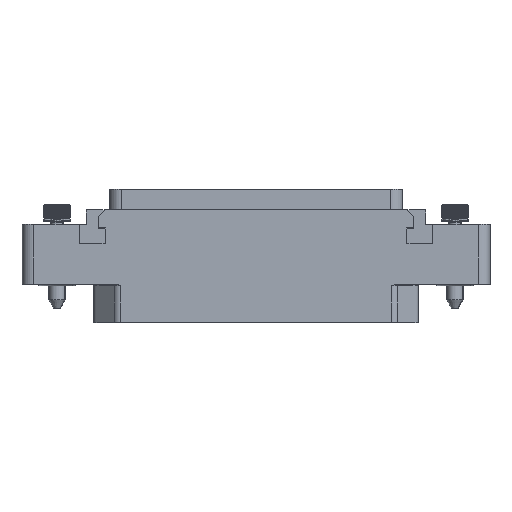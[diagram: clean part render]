
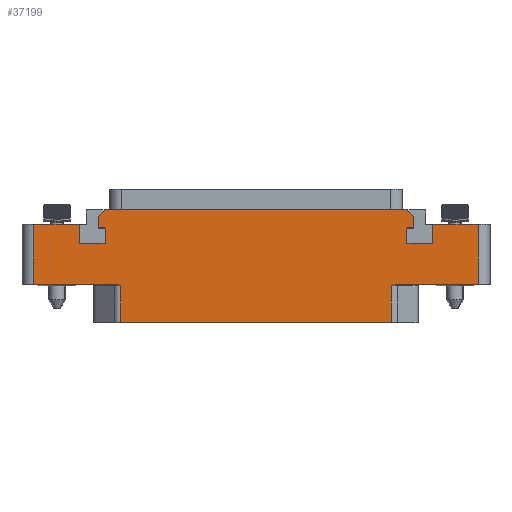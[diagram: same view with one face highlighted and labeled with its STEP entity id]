
A CAD part, top view. The second image highlights one B-rep face of the part: STEP entity #37199.
In plain terms, the highlighted planar face has unit normal (0, 0, 1).
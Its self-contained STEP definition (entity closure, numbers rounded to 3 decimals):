
#490=DIRECTION('',(-1.,0.,0.));
#491=VECTOR('',#490,46.236);
#492=CARTESIAN_POINT('',(23.118,-6.5,7.));
#493=LINE('',#492,#491);
#585=DIRECTION('',(1.,0.,0.));
#586=VECTOR('',#585,14.082);
#587=CARTESIAN_POINT('',(-38.,0.,7.));
#588=LINE('',#587,#586);
#651=DIRECTION('',(0.,-1.,0.));
#652=VECTOR('',#651,10.25);
#653=CARTESIAN_POINT('',(-38.,10.25,7.));
#654=LINE('',#653,#652);
#669=DIRECTION('',(1.,0.,0.));
#670=VECTOR('',#669,7.8);
#671=CARTESIAN_POINT('',(-38.,10.25,7.));
#672=LINE('',#671,#670);
#673=DIRECTION('',(0.,-1.,0.));
#674=VECTOR('',#673,3.2);
#675=CARTESIAN_POINT('',(-30.2,10.25,7.));
#676=LINE('',#675,#674);
#677=DIRECTION('',(1.,0.,0.));
#678=VECTOR('',#677,4.4);
#679=CARTESIAN_POINT('',(-30.2,7.05,7.));
#680=LINE('',#679,#678);
#681=DIRECTION('',(0.,1.,0.));
#682=VECTOR('',#681,2.6);
#683=CARTESIAN_POINT('',(-25.8,7.05,7.));
#684=LINE('',#683,#682);
#685=DIRECTION('',(-1.,0.,0.));
#686=VECTOR('',#685,1.2);
#687=CARTESIAN_POINT('',(-25.8,9.65,7.));
#688=LINE('',#687,#686);
#689=DIRECTION('',(0.,-1.,0.));
#690=VECTOR('',#689,1.9);
#691=CARTESIAN_POINT('',(-27.,11.55,7.));
#692=LINE('',#691,#690);
#693=DIRECTION('',(1.,0.,0.));
#694=VECTOR('',#693,51.6);
#695=CARTESIAN_POINT('',(-25.8,12.75,7.));
#696=LINE('',#695,#694);
#697=DIRECTION('',(0.,-1.,0.));
#698=VECTOR('',#697,1.9);
#699=CARTESIAN_POINT('',(27.,11.55,7.));
#700=LINE('',#699,#698);
#701=DIRECTION('',(-1.,0.,0.));
#702=VECTOR('',#701,1.2);
#703=CARTESIAN_POINT('',(27.,9.65,7.));
#704=LINE('',#703,#702);
#705=DIRECTION('',(0.,-1.,0.));
#706=VECTOR('',#705,2.6);
#707=CARTESIAN_POINT('',(25.8,9.65,7.));
#708=LINE('',#707,#706);
#709=DIRECTION('',(1.,0.,0.));
#710=VECTOR('',#709,4.4);
#711=CARTESIAN_POINT('',(25.8,7.05,7.));
#712=LINE('',#711,#710);
#713=DIRECTION('',(0.,1.,0.));
#714=VECTOR('',#713,3.2);
#715=CARTESIAN_POINT('',(30.2,7.05,7.));
#716=LINE('',#715,#714);
#717=DIRECTION('',(1.,0.,0.));
#718=VECTOR('',#717,7.8);
#719=CARTESIAN_POINT('',(30.2,10.25,7.));
#720=LINE('',#719,#718);
#721=DIRECTION('',(1.,0.,0.));
#722=VECTOR('',#721,14.082);
#723=CARTESIAN_POINT('',(23.918,0.,7.));
#724=LINE('',#723,#722);
#755=CARTESIAN_POINT('',(23.118,-0.2,7.));
#756=CARTESIAN_POINT('',(23.14,-0.192,7.));
#757=CARTESIAN_POINT('',(23.184,-0.176,7.));
#758=CARTESIAN_POINT('',(23.251,-0.152,7.));
#759=CARTESIAN_POINT('',(23.318,-0.128,7.));
#760=CARTESIAN_POINT('',(23.385,-0.106,7.));
#761=CARTESIAN_POINT('',(23.451,-0.085,7.));
#762=CARTESIAN_POINT('',(23.515,-0.066,7.));
#763=CARTESIAN_POINT('',(23.577,-0.049,7.));
#764=CARTESIAN_POINT('',(23.636,-0.035,7.));
#765=CARTESIAN_POINT('',(23.688,-0.024,7.));
#766=CARTESIAN_POINT('',(23.734,-0.016,7.));
#767=CARTESIAN_POINT('',(23.776,-0.01,7.));
#768=CARTESIAN_POINT('',(23.814,-0.005,7.));
#769=CARTESIAN_POINT('',(23.85,-0.002,7.));
#770=CARTESIAN_POINT('',(23.884,0.,7.));
#771=CARTESIAN_POINT('',(23.907,0.,7.));
#772=CARTESIAN_POINT('',(23.918,0.,7.));
#788=DIRECTION('',(0.,1.,0.));
#789=VECTOR('',#788,6.3);
#790=CARTESIAN_POINT('',(23.118,-6.5,7.));
#791=LINE('',#790,#789);
#833=DIRECTION('',(0.,1.,0.));
#834=VECTOR('',#833,10.25);
#835=CARTESIAN_POINT('',(38.,0.,7.));
#836=LINE('',#835,#834);
#3205=DIRECTION('',(0.,1.,0.));
#3206=VECTOR('',#3205,6.3);
#3207=CARTESIAN_POINT('',(-23.118,-6.5,7.));
#3208=LINE('',#3207,#3206);
#3233=CARTESIAN_POINT('',(-23.918,0.,7.));
#3234=CARTESIAN_POINT('',(-23.907,0.,7.));
#3235=CARTESIAN_POINT('',(-23.884,0.,7.));
#3236=CARTESIAN_POINT('',(-23.85,-0.002,7.));
#3237=CARTESIAN_POINT('',(-23.814,-0.005,7.));
#3238=CARTESIAN_POINT('',(-23.776,-0.01,7.));
#3239=CARTESIAN_POINT('',(-23.734,-0.016,7.));
#3240=CARTESIAN_POINT('',(-23.688,-0.024,7.));
#3241=CARTESIAN_POINT('',(-23.636,-0.035,7.));
#3242=CARTESIAN_POINT('',(-23.577,-0.049,7.));
#3243=CARTESIAN_POINT('',(-23.515,-0.066,7.));
#3244=CARTESIAN_POINT('',(-23.451,-0.085,7.));
#3245=CARTESIAN_POINT('',(-23.385,-0.106,7.));
#3246=CARTESIAN_POINT('',(-23.318,-0.128,7.));
#3247=CARTESIAN_POINT('',(-23.251,-0.152,7.));
#3248=CARTESIAN_POINT('',(-23.184,-0.176,7.));
#3249=CARTESIAN_POINT('',(-23.14,-0.192,7.));
#3250=CARTESIAN_POINT('',(-23.118,-0.2,7.));
#3552=DIRECTION('',(0.707,-0.707,0.));
#3553=VECTOR('',#3552,1.697);
#3554=CARTESIAN_POINT('',(25.8,12.75,7.));
#3555=LINE('',#3554,#3553);
#3580=DIRECTION('',(-0.707,-0.707,0.));
#3581=VECTOR('',#3580,1.697);
#3582=CARTESIAN_POINT('',(-25.8,12.75,7.));
#3583=LINE('',#3582,#3581);
#31359=CARTESIAN_POINT('',(-30.2,10.25,7.));
#31360=CARTESIAN_POINT('',(-30.2,7.05,7.));
#31361=VERTEX_POINT('',#31359);
#31362=VERTEX_POINT('',#31360);
#31363=CARTESIAN_POINT('',(-25.8,7.05,7.));
#31364=VERTEX_POINT('',#31363);
#31365=CARTESIAN_POINT('',(-25.8,9.65,7.));
#31366=VERTEX_POINT('',#31365);
#31367=CARTESIAN_POINT('',(-27.,9.65,7.));
#31368=VERTEX_POINT('',#31367);
#31369=CARTESIAN_POINT('',(27.,9.65,7.));
#31370=CARTESIAN_POINT('',(25.8,9.65,7.));
#31371=VERTEX_POINT('',#31369);
#31372=VERTEX_POINT('',#31370);
#31373=CARTESIAN_POINT('',(25.8,7.05,7.));
#31374=VERTEX_POINT('',#31373);
#31375=CARTESIAN_POINT('',(30.2,7.05,7.));
#31376=VERTEX_POINT('',#31375);
#31377=CARTESIAN_POINT('',(30.2,10.25,7.));
#31378=VERTEX_POINT('',#31377);
#31383=CARTESIAN_POINT('',(-25.8,12.75,7.));
#31385=VERTEX_POINT('',#31383);
#31387=CARTESIAN_POINT('',(-27.,11.55,7.));
#31389=VERTEX_POINT('',#31387);
#31391=CARTESIAN_POINT('',(25.8,12.75,7.));
#31393=VERTEX_POINT('',#31391);
#31395=CARTESIAN_POINT('',(27.,11.55,7.));
#31397=VERTEX_POINT('',#31395);
#31487=CARTESIAN_POINT('',(38.,0.,7.));
#31488=CARTESIAN_POINT('',(38.,10.25,7.));
#31489=VERTEX_POINT('',#31487);
#31490=VERTEX_POINT('',#31488);
#31495=CARTESIAN_POINT('',(-38.,10.25,7.));
#31496=CARTESIAN_POINT('',(-38.,0.,7.));
#31497=VERTEX_POINT('',#31495);
#31498=VERTEX_POINT('',#31496);
#31736=CARTESIAN_POINT('',(23.118,-6.5,7.));
#31738=VERTEX_POINT('',#31736);
#31739=CARTESIAN_POINT('',(-23.118,-6.5,7.));
#31741=VERTEX_POINT('',#31739);
#31803=CARTESIAN_POINT('',(-23.118,-0.2,7.));
#31804=VERTEX_POINT('',#31803);
#31805=CARTESIAN_POINT('',(-23.918,0.,7.));
#31806=VERTEX_POINT('',#31805);
#31807=CARTESIAN_POINT('',(23.118,-0.2,7.));
#31809=VERTEX_POINT('',#31807);
#31811=CARTESIAN_POINT('',(23.918,0.,7.));
#31813=VERTEX_POINT('',#31811);
#37149=CARTESIAN_POINT('',(0.,0.,7.));
#37150=DIRECTION('',(0.,0.,-1.));
#37151=DIRECTION('',(-1.,0.,0.));
#37152=AXIS2_PLACEMENT_3D('',#37149,#37150,#37151);
#37153=PLANE('',#37152);
#37155=ORIENTED_EDGE('',*,*,#37154,.F.);
#37157=ORIENTED_EDGE('',*,*,#37156,.F.);
#37159=ORIENTED_EDGE('',*,*,#37158,.F.);
#37160=ORIENTED_EDGE('',*,*,#36969,.T.);
#37162=ORIENTED_EDGE('',*,*,#37161,.T.);
#37164=ORIENTED_EDGE('',*,*,#37163,.F.);
#37165=ORIENTED_EDGE('',*,*,#37056,.F.);
#37166=ORIENTED_EDGE('',*,*,#37140,.F.);
#37167=ORIENTED_EDGE('',*,*,#37104,.T.);
#37169=ORIENTED_EDGE('',*,*,#37168,.T.);
#37171=ORIENTED_EDGE('',*,*,#37170,.T.);
#37173=ORIENTED_EDGE('',*,*,#37172,.T.);
#37175=ORIENTED_EDGE('',*,*,#37174,.T.);
#37177=ORIENTED_EDGE('',*,*,#37176,.F.);
#37179=ORIENTED_EDGE('',*,*,#37178,.F.);
#37181=ORIENTED_EDGE('',*,*,#37180,.T.);
#37183=ORIENTED_EDGE('',*,*,#37182,.T.);
#37185=ORIENTED_EDGE('',*,*,#37184,.T.);
#37187=ORIENTED_EDGE('',*,*,#37186,.T.);
#37189=ORIENTED_EDGE('',*,*,#37188,.T.);
#37191=ORIENTED_EDGE('',*,*,#37190,.T.);
#37193=ORIENTED_EDGE('',*,*,#37192,.T.);
#37194=ORIENTED_EDGE('',*,*,#36794,.T.);
#37196=ORIENTED_EDGE('',*,*,#37195,.F.);
#37197=EDGE_LOOP('',(#37155,#37157,#37159,#37160,#37162,#37164,#37165,#37166,
#37167,#37169,#37171,#37173,#37175,#37177,#37179,#37181,#37183,#37185,#37187,
#37189,#37191,#37193,#37194,#37196));
#37198=FACE_OUTER_BOUND('',#37197,.F.);
#37199=ADVANCED_FACE('',(#37198),#37153,.F.);
#773=B_SPLINE_CURVE_WITH_KNOTS('',3,(#755,#756,#757,#758,#759,#760,#761,#762,
#763,#764,#765,#766,#767,#768,#769,#770,#771,#772),.UNSPECIFIED.,.F.,.F.,(4,1,1,
1,1,1,1,1,1,1,1,1,1,1,1,4),(0.,0.067,0.133,0.2,
0.267,0.333,0.4,0.467,0.533,
0.6,0.667,0.733,0.8,0.867,
0.933,1.),.UNSPECIFIED.);
#3251=B_SPLINE_CURVE_WITH_KNOTS('',3,(#3233,#3234,#3235,#3236,#3237,#3238,#3239,
#3240,#3241,#3242,#3243,#3244,#3245,#3246,#3247,#3248,#3249,#3250),
.UNSPECIFIED.,.F.,.F.,(4,1,1,1,1,1,1,1,1,1,1,1,1,1,1,4),(0.,0.067,
0.133,0.2,0.267,0.333,0.4,
0.467,0.533,0.6,0.667,0.733,
0.8,0.867,0.933,1.),.UNSPECIFIED.);
#36794=EDGE_CURVE('',#31378,#31490,#720,.T.);
#36969=EDGE_CURVE('',#31738,#31741,#493,.T.);
#37056=EDGE_CURVE('',#31498,#31806,#588,.T.);
#37104=EDGE_CURVE('',#31497,#31361,#672,.T.);
#37140=EDGE_CURVE('',#31497,#31498,#654,.T.);
#37154=EDGE_CURVE('',#31813,#31489,#724,.T.);
#37156=EDGE_CURVE('',#31809,#31813,#773,.T.);
#37158=EDGE_CURVE('',#31738,#31809,#791,.T.);
#37161=EDGE_CURVE('',#31741,#31804,#3208,.T.);
#37163=EDGE_CURVE('',#31806,#31804,#3251,.T.);
#37168=EDGE_CURVE('',#31361,#31362,#676,.T.);
#37170=EDGE_CURVE('',#31362,#31364,#680,.T.);
#37172=EDGE_CURVE('',#31364,#31366,#684,.T.);
#37174=EDGE_CURVE('',#31366,#31368,#688,.T.);
#37176=EDGE_CURVE('',#31389,#31368,#692,.T.);
#37178=EDGE_CURVE('',#31385,#31389,#3583,.T.);
#37180=EDGE_CURVE('',#31385,#31393,#696,.T.);
#37182=EDGE_CURVE('',#31393,#31397,#3555,.T.);
#37184=EDGE_CURVE('',#31397,#31371,#700,.T.);
#37186=EDGE_CURVE('',#31371,#31372,#704,.T.);
#37188=EDGE_CURVE('',#31372,#31374,#708,.T.);
#37190=EDGE_CURVE('',#31374,#31376,#712,.T.);
#37192=EDGE_CURVE('',#31376,#31378,#716,.T.);
#37195=EDGE_CURVE('',#31489,#31490,#836,.T.);
